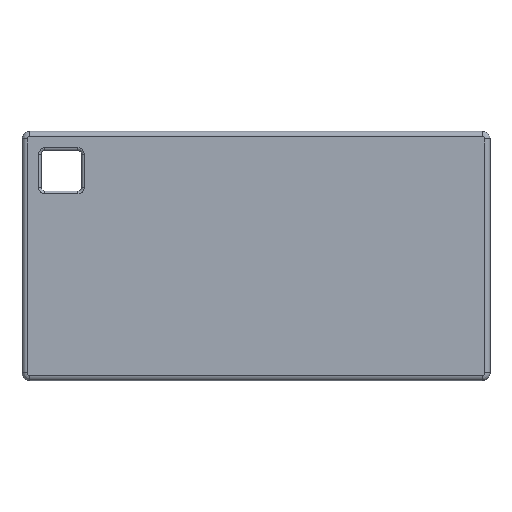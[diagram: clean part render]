
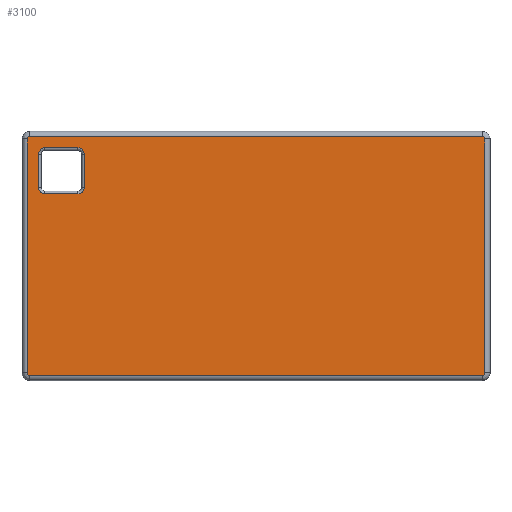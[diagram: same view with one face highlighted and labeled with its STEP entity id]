
A CAD part, top view. The second image highlights one B-rep face of the part: STEP entity #3100.
In plain terms, the highlighted planar face has unit normal (0, 0, 1).
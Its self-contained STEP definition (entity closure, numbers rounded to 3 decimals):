
#2658 = VERTEX_POINT('',#2659);
#2659 = CARTESIAN_POINT('',(-33.75,13.5,2.));
#2668 = VERTEX_POINT('',#2669);
#2669 = CARTESIAN_POINT('',(-33.75,20.,2.));
#2676 = EDGE_CURVE('',#2658,#2668,#2677,.T.);
#2677 = LINE('',#2678,#2679);
#2678 = CARTESIAN_POINT('',(-33.75,13.5,2.));
#2679 = VECTOR('',#2680,1.);
#2680 = DIRECTION('',(0.,1.,0.));
#2709 = VERTEX_POINT('',#2710);
#2710 = CARTESIAN_POINT('',(-42.75,20.,2.));
#2719 = VERTEX_POINT('',#2720);
#2720 = CARTESIAN_POINT('',(-42.75,13.5,2.));
#2727 = EDGE_CURVE('',#2709,#2719,#2728,.T.);
#2728 = LINE('',#2729,#2730);
#2729 = CARTESIAN_POINT('',(-42.75,20.,2.));
#2730 = VECTOR('',#2731,1.);
#2731 = DIRECTION('',(0.,-1.,0.));
#2784 = VERTEX_POINT('',#2785);
#2785 = CARTESIAN_POINT('',(-41.5,12.25,2.));
#2794 = VERTEX_POINT('',#2795);
#2795 = CARTESIAN_POINT('',(-35.,12.25,2.));
#2802 = EDGE_CURVE('',#2784,#2794,#2803,.T.);
#2803 = LINE('',#2804,#2805);
#2804 = CARTESIAN_POINT('',(-41.5,12.25,2.));
#2805 = VECTOR('',#2806,1.);
#2806 = DIRECTION('',(1.,0.,0.));
#2817 = EDGE_CURVE('',#2794,#2658,#2818,.T.);
#2818 = CIRCLE('',#2819,1.25);
#2819 = AXIS2_PLACEMENT_3D('',#2820,#2821,#2822);
#2820 = CARTESIAN_POINT('',(-35.,13.5,2.));
#2821 = DIRECTION('',(-0.,0.,1.));
#2822 = DIRECTION('',(0.,-1.,0.));
#2835 = VERTEX_POINT('',#2836);
#2836 = CARTESIAN_POINT('',(-44.5,-23.5,2.));
#2843 = EDGE_CURVE('',#2835,#2844,#2846,.T.);
#2844 = VERTEX_POINT('',#2845);
#2845 = CARTESIAN_POINT('',(44.5,-23.5,2.));
#2846 = LINE('',#2847,#2848);
#2847 = CARTESIAN_POINT('',(-44.5,-23.5,2.));
#2848 = VECTOR('',#2849,1.);
#2849 = DIRECTION('',(1.,0.,0.));
#2868 = VERTEX_POINT('',#2869);
#2869 = CARTESIAN_POINT('',(-45.,-23.,2.));
#2878 = EDGE_CURVE('',#2868,#2835,#2879,.T.);
#2879 = CIRCLE('',#2880,0.5);
#2880 = AXIS2_PLACEMENT_3D('',#2881,#2882,#2883);
#2881 = CARTESIAN_POINT('',(-44.5,-23.,2.));
#2882 = DIRECTION('',(0.,0.,1.));
#2883 = DIRECTION('',(-1.,0.,0.));
#2906 = VERTEX_POINT('',#2907);
#2907 = CARTESIAN_POINT('',(45.,-23.,2.));
#2914 = EDGE_CURVE('',#2844,#2906,#2915,.T.);
#2915 = CIRCLE('',#2916,0.5);
#2916 = AXIS2_PLACEMENT_3D('',#2917,#2918,#2919);
#2917 = CARTESIAN_POINT('',(44.5,-23.,2.));
#2918 = DIRECTION('',(-0.,0.,1.));
#2919 = DIRECTION('',(0.,-1.,0.));
#2940 = VERTEX_POINT('',#2941);
#2941 = CARTESIAN_POINT('',(-45.,23.,2.));
#2948 = EDGE_CURVE('',#2940,#2868,#2949,.T.);
#2949 = LINE('',#2950,#2951);
#2950 = CARTESIAN_POINT('',(-45.,23.,2.));
#2951 = VECTOR('',#2952,1.);
#2952 = DIRECTION('',(0.,-1.,0.));
#2965 = EDGE_CURVE('',#2906,#2966,#2968,.T.);
#2966 = VERTEX_POINT('',#2967);
#2967 = CARTESIAN_POINT('',(45.,23.,2.));
#2968 = LINE('',#2969,#2970);
#2969 = CARTESIAN_POINT('',(45.,-23.,2.));
#2970 = VECTOR('',#2971,1.);
#2971 = DIRECTION('',(0.,1.,0.));
#2990 = VERTEX_POINT('',#2991);
#2991 = CARTESIAN_POINT('',(-44.5,23.5,2.));
#3000 = EDGE_CURVE('',#2990,#2940,#3001,.T.);
#3001 = CIRCLE('',#3002,0.5);
#3002 = AXIS2_PLACEMENT_3D('',#3003,#3004,#3005);
#3003 = CARTESIAN_POINT('',(-44.5,23.,2.));
#3004 = DIRECTION('',(0.,0.,1.));
#3005 = DIRECTION('',(0.,1.,0.));
#3028 = VERTEX_POINT('',#3029);
#3029 = CARTESIAN_POINT('',(44.5,23.5,2.));
#3036 = EDGE_CURVE('',#2966,#3028,#3037,.T.);
#3037 = CIRCLE('',#3038,0.5);
#3038 = AXIS2_PLACEMENT_3D('',#3039,#3040,#3041);
#3039 = CARTESIAN_POINT('',(44.5,23.,2.));
#3040 = DIRECTION('',(0.,0.,1.));
#3041 = DIRECTION('',(1.,0.,0.));
#3062 = EDGE_CURVE('',#3028,#2990,#3063,.T.);
#3063 = LINE('',#3064,#3065);
#3064 = CARTESIAN_POINT('',(44.5,23.5,2.));
#3065 = VECTOR('',#3066,1.);
#3066 = DIRECTION('',(-1.,0.,0.));
#3079 = EDGE_CURVE('',#2668,#3080,#3082,.T.);
#3080 = VERTEX_POINT('',#3081);
#3081 = CARTESIAN_POINT('',(-35.,21.25,2.));
#3082 = CIRCLE('',#3083,1.25);
#3083 = AXIS2_PLACEMENT_3D('',#3084,#3085,#3086);
#3084 = CARTESIAN_POINT('',(-35.,20.,2.));
#3085 = DIRECTION('',(0.,0.,1.));
#3086 = DIRECTION('',(1.,0.,0.));
#3100 = ADVANCED_FACE('',(#3101,#3130),#3140,.T.);
#3101 = FACE_BOUND('',#3102,.T.);
#3102 = EDGE_LOOP('',(#3103,#3111,#3112,#3113,#3114,#3115,#3122,#3123));
#3103 = ORIENTED_EDGE('',*,*,#3104,.F.);
#3104 = EDGE_CURVE('',#3080,#3105,#3107,.T.);
#3105 = VERTEX_POINT('',#3106);
#3106 = CARTESIAN_POINT('',(-41.5,21.25,2.));
#3107 = LINE('',#3108,#3109);
#3108 = CARTESIAN_POINT('',(-35.,21.25,2.));
#3109 = VECTOR('',#3110,1.);
#3110 = DIRECTION('',(-1.,0.,0.));
#3111 = ORIENTED_EDGE('',*,*,#3079,.F.);
#3112 = ORIENTED_EDGE('',*,*,#2676,.F.);
#3113 = ORIENTED_EDGE('',*,*,#2817,.F.);
#3114 = ORIENTED_EDGE('',*,*,#2802,.F.);
#3115 = ORIENTED_EDGE('',*,*,#3116,.F.);
#3116 = EDGE_CURVE('',#2719,#2784,#3117,.T.);
#3117 = CIRCLE('',#3118,1.25);
#3118 = AXIS2_PLACEMENT_3D('',#3119,#3120,#3121);
#3119 = CARTESIAN_POINT('',(-41.5,13.5,2.));
#3120 = DIRECTION('',(0.,0.,1.));
#3121 = DIRECTION('',(-1.,0.,0.));
#3122 = ORIENTED_EDGE('',*,*,#2727,.F.);
#3123 = ORIENTED_EDGE('',*,*,#3124,.F.);
#3124 = EDGE_CURVE('',#3105,#2709,#3125,.T.);
#3125 = CIRCLE('',#3126,1.25);
#3126 = AXIS2_PLACEMENT_3D('',#3127,#3128,#3129);
#3127 = CARTESIAN_POINT('',(-41.5,20.,2.));
#3128 = DIRECTION('',(0.,0.,1.));
#3129 = DIRECTION('',(0.,1.,0.));
#3130 = FACE_BOUND('',#3131,.T.);
#3131 = EDGE_LOOP('',(#3132,#3133,#3134,#3135,#3136,#3137,#3138,#3139));
#3132 = ORIENTED_EDGE('',*,*,#2914,.T.);
#3133 = ORIENTED_EDGE('',*,*,#2965,.T.);
#3134 = ORIENTED_EDGE('',*,*,#3036,.T.);
#3135 = ORIENTED_EDGE('',*,*,#3062,.T.);
#3136 = ORIENTED_EDGE('',*,*,#3000,.T.);
#3137 = ORIENTED_EDGE('',*,*,#2948,.T.);
#3138 = ORIENTED_EDGE('',*,*,#2878,.T.);
#3139 = ORIENTED_EDGE('',*,*,#2843,.T.);
#3140 = PLANE('',#3141);
#3141 = AXIS2_PLACEMENT_3D('',#3142,#3143,#3144);
#3142 = CARTESIAN_POINT('',(0.,0.,2.));
#3143 = DIRECTION('',(0.,0.,1.));
#3144 = DIRECTION('',(1.,0.,0.));
